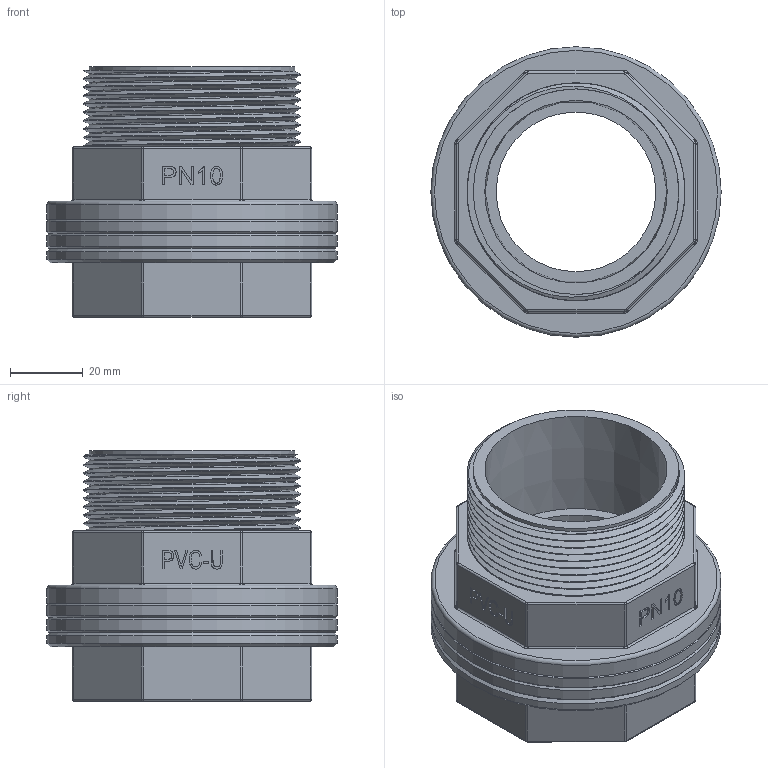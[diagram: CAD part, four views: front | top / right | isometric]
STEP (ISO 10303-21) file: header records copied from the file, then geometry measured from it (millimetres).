
FILE_DESCRIPTION(/* description */ (''),/* implementation_level */ '2;1');
FILE_NAME(/* name */ '502.stp',/* time_stamp */ '2026-02-07T14:22:38+08:00',/* author */ (''),/* organization */ (''),/* preprocessor_version */ 'ST-DEVELOPER v16',/* originating_system */ 'SIEMENS PLM Software NX 10.0',/* authorisation */ '');
FILE_SCHEMA (('AUTOMOTIVE_DESIGN { 1 0 10303 214 3 1 1 1 }'));
Length unit declared in the file: millimetre
Products named in the file (1): gelv1678D1822co7
Bounding box: 80 x 80 x 69 mm (x, y, z)
Volume: 116852.5 mm3; surface area: 67101.8 mm2
Topology: 4 solids, 4 shells, 383 faces, 979 edges, 635 vertices
Faces by surface type: plane 157, extrusion 95, cylinder 94, bspline 16, torus 13, cone 8
Full cylindrical faces by diameter (mm): 2.6 x1, 3.4 x1, 44 x1, 56.656 x21, 60 x2, 80 x4
Entity records: 20293 total; most frequent: CARTESIAN_POINT 12313, ORIENTED_EDGE 1788, DIRECTION 1260, EDGE_CURVE 894, VERTEX_POINT 590, B_SPLINE_CURVE_WITH_KNOTS 494, VECTOR 424, EDGE_LOOP 420
